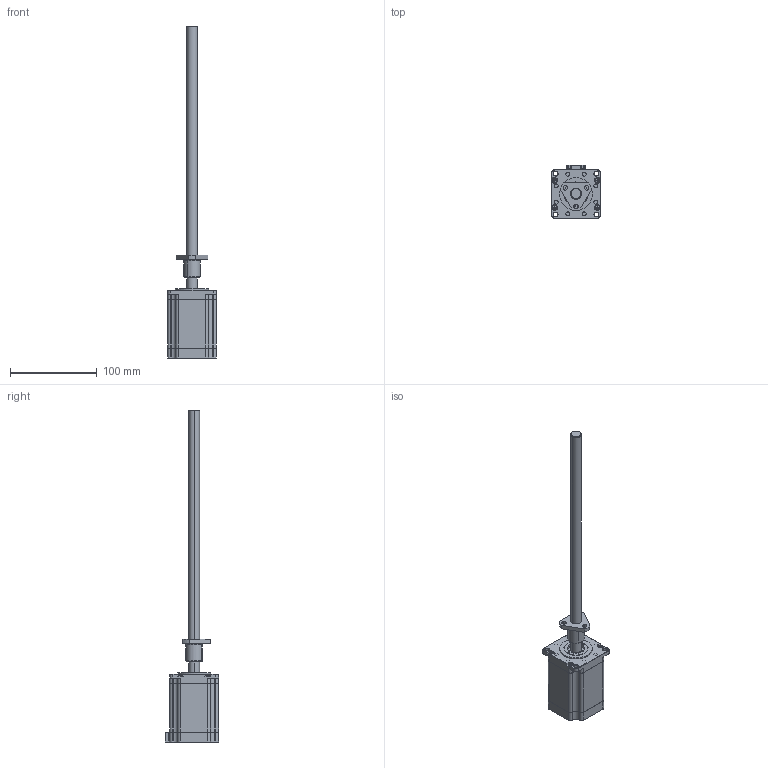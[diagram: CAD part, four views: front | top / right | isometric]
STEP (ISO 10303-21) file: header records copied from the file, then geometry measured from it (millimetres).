
FILE_DESCRIPTION (( 'STEP AP214' ), '1' );
FILE_NAME ('STP-LE23-3K12ANN.STEP', '2020-08-25T23:04:32', ( '' ), ( '' ), 'SwSTEP 2.0', 'SolidWorks 2017', '' );
FILE_SCHEMA (( 'AUTOMOTIVE_DESIGN' ));
Length unit declared in the file: millimetre
Products named in the file (3): STP-LE23-3K12ANN_1; STP-LE23-3K12ANN_2; STP-LE23-3K12ANN
Assembly tree (2 placements, depth 2):
  STP-LE23-3K12ANN
    STP-LE23-3K12ANN_1
    STP-LE23-3K12ANN_2
Bounding box: 56.2 x 61.2 x 383.3 mm (x, y, z)
Volume: 245012.5 mm3; surface area: 68751.1 mm2
Topology: 7 solids, 9 shells, 987 faces, 2603 edges, 1668 vertices
Faces by surface type: cylinder 452, plane 376, cone 119, torus 24, bspline 12, sphere 4
Entity records: 45351 total; most frequent: CARTESIAN_POINT 21381, ORIENTED_EDGE 5206, DIRECTION 4830, EDGE_CURVE 2603, AXIS2_PLACEMENT_3D 1761, VERTEX_POINT 1668, LINE 1308, VECTOR 1308
